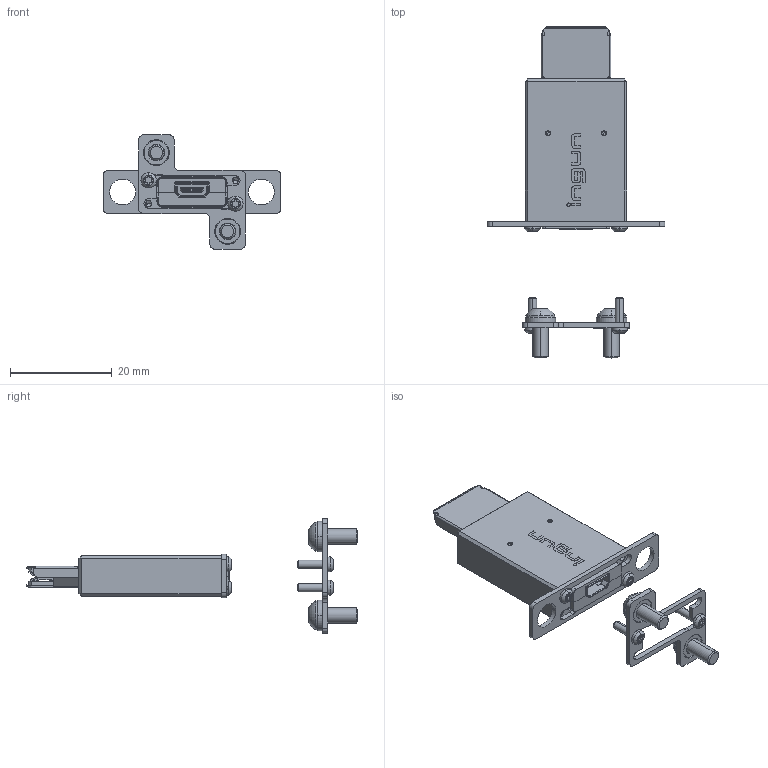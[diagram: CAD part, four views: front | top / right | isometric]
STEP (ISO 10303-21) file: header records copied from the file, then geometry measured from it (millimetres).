
FILE_DESCRIPTION (( 'STEP AP214' ), '1' );
FILE_NAME ('INGUN_112626.STEP', '2025-07-17T12:34:24', ( '' ), ( '' ), 'SwSTEP 2.0', 'SolidWorks 2023', '' );
FILE_SCHEMA (( 'AUTOMOTIVE_DESIGN' ));
Length unit declared in the file: millimetre
Products named in the file (1): INGUN_112626
Bounding box: 35 x 65.3 x 22.5 mm (x, y, z)
Volume: 5376.2 mm3; surface area: 5637 mm2
Topology: 11 solids, 11 shells, 1213 faces, 3281 edges, 2112 vertices
Faces by surface type: plane 655, cylinder 420, cone 66, bspline 60, torus 12
Entity records: 52615 total; most frequent: CARTESIAN_POINT 9143, ORIENTED_EDGE 6546, DIRECTION 6285, EDGE_CURVE 3273, VERTEX_POINT 2112, LINE 2101, VECTOR 2101, AXIS2_PLACEMENT_3D 2092
